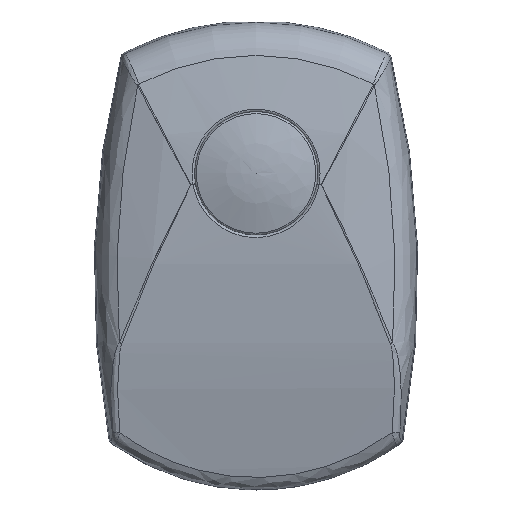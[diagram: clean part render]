
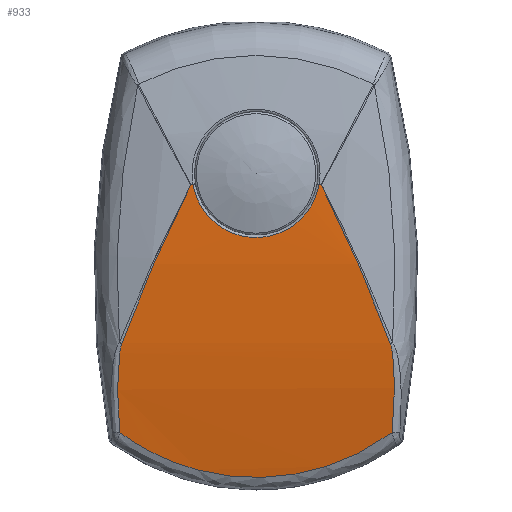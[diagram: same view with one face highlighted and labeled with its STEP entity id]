
A CAD part, top view. The second image highlights one B-rep face of the part: STEP entity #933.
In plain terms, the highlighted cylindrical face has radius 147.344 mm (diameter 294.687 mm), a partial arc.
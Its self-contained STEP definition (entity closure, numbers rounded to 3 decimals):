
#785=CARTESIAN_POINT('',(-16.495,3.452,6.679));
#786=VERTEX_POINT('',#785);
#810=CARTESIAN_POINT('',(16.495,3.452,6.679));
#811=VERTEX_POINT('',#810);
#821=CARTESIAN_POINT('',(16.495,3.452,6.679));
#822=CARTESIAN_POINT('',(14.471,1.957,6.356));
#823=CARTESIAN_POINT('',(9.999,-0.497,5.778));
#824=CARTESIAN_POINT('',(1.725,-2.421,5.283));
#825=CARTESIAN_POINT('',(-7.647,-1.567,5.51));
#826=CARTESIAN_POINT('',(-13.797,1.458,6.248));
#827=CARTESIAN_POINT('',(-16.495,3.452,6.679));
#828=B_SPLINE_CURVE_WITH_KNOTS('',3,(#821,#822,#823,#824,#825,#826,#827),.UNSPECIFIED.,.F.,.U.,(4,1,1,1,4),(0.432,1.188,1.945,2.954,3.963),.UNSPECIFIED.);
#829=EDGE_CURVE('',#811,#786,#828,.T.);
#834=CARTESIAN_POINT('',(0.0,34.558,-137.344));
#835=DIRECTION('',(1.0,0.0,0.0));
#836=DIRECTION('',(0.0,0.0,1.0));
#837=AXIS2_PLACEMENT_3D('',#834,#835,#836);
#838=CYLINDRICAL_SURFACE('',#837,147.344);
#839=CARTESIAN_POINT('',(7.639,33.497,9.996));
#840=VERTEX_POINT('',#839);
#841=CARTESIAN_POINT('',(7.639,33.497,9.996));
#842=VERTEX_POINT('',#841);
#843=CARTESIAN_POINT('',(7.639,33.497,9.996));
#844=CARTESIAN_POINT('',(7.639,33.497,9.996));
#845=CARTESIAN_POINT('',(7.639,33.497,9.996));
#846=CARTESIAN_POINT('',(7.639,33.497,9.996));
#847=B_SPLINE_CURVE_WITH_KNOTS('',3,(#843,#844,#845,#846),.UNSPECIFIED.,.F.,.U.,(4,4),(0.1,0.1),.UNSPECIFIED.);
#848=EDGE_CURVE('',#840,#842,#847,.T.);
#849=ORIENTED_EDGE('',*,*,#848,.F.);
#850=CARTESIAN_POINT('',(-7.639,33.497,9.996));
#851=VERTEX_POINT('',#850);
#852=CARTESIAN_POINT('',(-7.639,33.497,9.996));
#853=CARTESIAN_POINT('',(-7.463,32.472,9.989));
#854=CARTESIAN_POINT('',(-6.332,29.507,9.934));
#855=CARTESIAN_POINT('',(-1.714,26.336,9.769));
#856=CARTESIAN_POINT('',(3.759,27.451,9.836));
#857=CARTESIAN_POINT('',(6.697,30.508,9.953));
#858=CARTESIAN_POINT('',(7.463,32.472,9.989));
#859=CARTESIAN_POINT('',(7.639,33.497,9.996));
#860=B_SPLINE_CURVE_WITH_KNOTS('',3,(#852,#853,#854,#855,#856,#857,#858,#859),.UNSPECIFIED.,.F.,.U.,(4,1,1,1,1,4),(3.76,4.069,4.686,5.303,5.612,5.92),.UNSPECIFIED.);
#861=EDGE_CURVE('',#851,#840,#860,.T.);
#862=ORIENTED_EDGE('',*,*,#861,.F.);
#863=CARTESIAN_POINT('',(-7.639,33.497,9.996));
#864=VERTEX_POINT('',#863);
#865=CARTESIAN_POINT('',(-7.639,33.497,9.996));
#866=CARTESIAN_POINT('',(-7.639,33.497,9.996));
#867=CARTESIAN_POINT('',(-7.639,33.497,9.996));
#868=CARTESIAN_POINT('',(-7.639,33.497,9.996));
#869=B_SPLINE_CURVE_WITH_KNOTS('',3,(#865,#866,#867,#868),.UNSPECIFIED.,.F.,.U.,(4,4),(0.0,0.),.UNSPECIFIED.);
#870=EDGE_CURVE('',#864,#851,#869,.T.);
#871=ORIENTED_EDGE('',*,*,#870,.F.);
#872=CARTESIAN_POINT('',(-7.902,33.422,9.996));
#873=VERTEX_POINT('',#872);
#874=CARTESIAN_POINT('',(-7.639,33.497,9.996));
#875=CARTESIAN_POINT('',(-7.727,33.472,9.996));
#876=CARTESIAN_POINT('',(-7.815,33.447,9.996));
#877=CARTESIAN_POINT('',(-7.902,33.422,9.996));
#878=B_SPLINE_CURVE_WITH_KNOTS('',3,(#874,#875,#876,#877),.UNSPECIFIED.,.F.,.U.,(4,4),(0.767,0.795),.UNSPECIFIED.);
#879=EDGE_CURVE('',#864,#873,#878,.T.);
#880=ORIENTED_EDGE('',*,*,#879,.T.);
#881=CARTESIAN_POINT('',(-16.247,14.241,8.593));
#882=VERTEX_POINT('',#881);
#883=CARTESIAN_POINT('',(-16.247,14.241,8.593));
#884=CARTESIAN_POINT('',(-13.83,20.745,9.498));
#885=CARTESIAN_POINT('',(-11.042,27.173,9.947));
#886=CARTESIAN_POINT('',(-7.902,33.422,9.996));
#887=B_SPLINE_CURVE_WITH_KNOTS('',3,(#883,#884,#885,#886),.UNSPECIFIED.,.F.,.U.,(4,4),(0.0,2.087),.UNSPECIFIED.);
#888=EDGE_CURVE('',#882,#873,#887,.T.);
#889=ORIENTED_EDGE('',*,*,#888,.F.);
#890=CARTESIAN_POINT('',(-16.495,3.452,6.679));
#891=CARTESIAN_POINT('',(-16.644,4.981,7.009));
#892=CARTESIAN_POINT('',(-16.794,7.551,7.522));
#893=CARTESIAN_POINT('',(-16.745,10.659,8.055));
#894=CARTESIAN_POINT('',(-16.6,12.462,8.335));
#895=CARTESIAN_POINT('',(-16.449,13.489,8.487));
#896=CARTESIAN_POINT('',(-16.337,13.998,8.559));
#897=CARTESIAN_POINT('',(-16.247,14.241,8.593));
#898=B_SPLINE_CURVE_WITH_KNOTS('',3,(#890,#891,#892,#893,#894,#895,#896,#897),.UNSPECIFIED.,.F.,.U.,(4,1,1,1,1,4),(0.158,0.626,0.938,1.094,1.172,1.25),.UNSPECIFIED.);
#899=EDGE_CURVE('',#786,#882,#898,.T.);
#900=ORIENTED_EDGE('',*,*,#899,.F.);
#901=ORIENTED_EDGE('',*,*,#829,.F.);
#902=CARTESIAN_POINT('',(16.247,14.241,8.593));
#903=VERTEX_POINT('',#902);
#904=CARTESIAN_POINT('',(16.247,14.241,8.593));
#905=CARTESIAN_POINT('',(16.337,13.998,8.559));
#906=CARTESIAN_POINT('',(16.449,13.489,8.487));
#907=CARTESIAN_POINT('',(16.6,12.462,8.335));
#908=CARTESIAN_POINT('',(16.745,10.659,8.055));
#909=CARTESIAN_POINT('',(16.794,7.551,7.522));
#910=CARTESIAN_POINT('',(16.644,4.981,7.009));
#911=CARTESIAN_POINT('',(16.495,3.452,6.679));
#912=B_SPLINE_CURVE_WITH_KNOTS('',3,(#904,#905,#906,#907,#908,#909,#910,#911),.UNSPECIFIED.,.F.,.U.,(4,1,1,1,1,4),(0.0,0.078,0.156,0.312,0.624,1.092),.UNSPECIFIED.);
#913=EDGE_CURVE('',#903,#811,#912,.T.);
#914=ORIENTED_EDGE('',*,*,#913,.F.);
#915=CARTESIAN_POINT('',(7.902,33.422,9.996));
#916=VERTEX_POINT('',#915);
#917=CARTESIAN_POINT('',(7.902,33.422,9.996));
#918=CARTESIAN_POINT('',(11.042,27.173,9.947));
#919=CARTESIAN_POINT('',(13.83,20.745,9.498));
#920=CARTESIAN_POINT('',(16.247,14.241,8.593));
#921=B_SPLINE_CURVE_WITH_KNOTS('',3,(#917,#918,#919,#920),.UNSPECIFIED.,.F.,.U.,(4,4),(0.,2.086),.UNSPECIFIED.);
#922=EDGE_CURVE('',#916,#903,#921,.T.);
#923=ORIENTED_EDGE('',*,*,#922,.F.);
#924=CARTESIAN_POINT('',(7.902,33.422,9.996));
#925=CARTESIAN_POINT('',(7.815,33.447,9.996));
#926=CARTESIAN_POINT('',(7.727,33.472,9.996));
#927=CARTESIAN_POINT('',(7.639,33.497,9.996));
#928=B_SPLINE_CURVE_WITH_KNOTS('',3,(#924,#925,#926,#927),.UNSPECIFIED.,.F.,.U.,(4,4),(0.234,0.261),.UNSPECIFIED.);
#929=EDGE_CURVE('',#916,#842,#928,.T.);
#930=ORIENTED_EDGE('',*,*,#929,.T.);
#931=EDGE_LOOP('',(#849,#862,#871,#880,#889,#900,#901,#914,#923,#930));
#932=FACE_OUTER_BOUND('',#931,.T.);
#933=ADVANCED_FACE('',(#932),#838,.T.);
